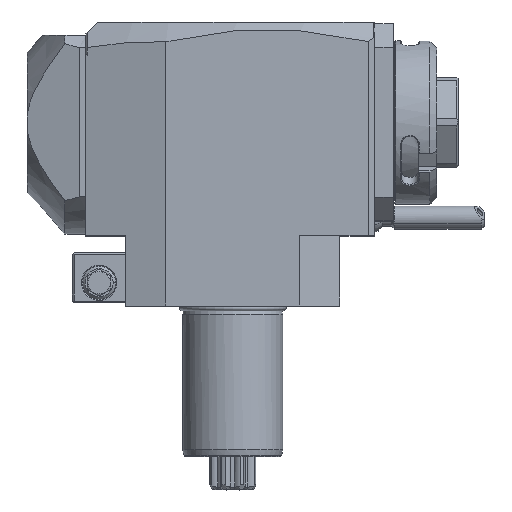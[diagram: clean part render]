
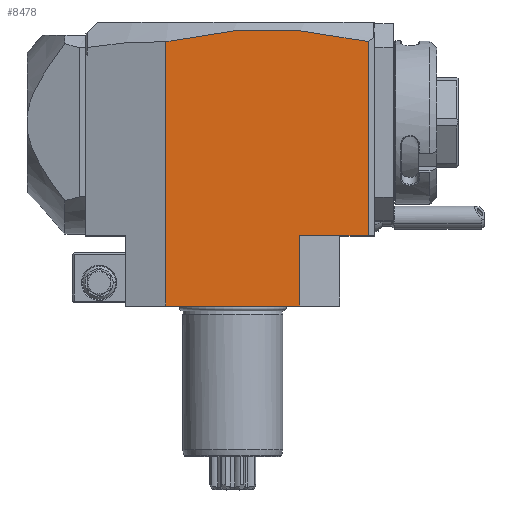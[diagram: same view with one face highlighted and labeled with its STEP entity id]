
A CAD part, top view. The second image highlights one B-rep face of the part: STEP entity #8478.
In plain terms, the highlighted planar face has unit normal (0, 0, 1).
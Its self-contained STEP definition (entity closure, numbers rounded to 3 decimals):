
#17=DIRECTION('',(-1.,0.,0.));
#18=VECTOR('',#17,40.);
#19=CARTESIAN_POINT('',(20.,0.,32.));
#20=LINE('',#19,#18);
#181=DIRECTION('',(-1.,0.,0.));
#182=VECTOR('',#181,20.5);
#183=CARTESIAN_POINT('',(40.5,21.,32.));
#184=LINE('',#183,#182);
#185=CARTESIAN_POINT('',(40.5,79.133,32.));
#186=CARTESIAN_POINT('',(35.458,80.345,32.));
#187=CARTESIAN_POINT('',(25.373,82.145,32.));
#188=CARTESIAN_POINT('',(10.247,83.032,32.));
#189=CARTESIAN_POINT('',(-4.877,82.124,32.));
#190=CARTESIAN_POINT('',(-14.959,80.311,32.));
#191=CARTESIAN_POINT('',(-20.,79.092,32.));
#197=DIRECTION('',(0.,1.,0.));
#198=VECTOR('',#197,58.133);
#199=CARTESIAN_POINT('',(40.5,21.,32.));
#200=LINE('',#199,#198);
#424=DIRECTION('',(0.,-1.,0.));
#425=VECTOR('',#424,79.092);
#426=CARTESIAN_POINT('',(-20.,79.092,32.));
#427=LINE('',#426,#425);
#4991=DIRECTION('',(0.,1.,0.));
#4992=VECTOR('',#4991,21.);
#4993=CARTESIAN_POINT('',(20.,0.,32.));
#4994=LINE('',#4993,#4992);
#7771=VERTEX_POINT('',#185);
#7772=VERTEX_POINT('',#191);
#8143=CARTESIAN_POINT('',(40.5,21.,32.));
#8144=VERTEX_POINT('',#8143);
#8157=CARTESIAN_POINT('',(20.,0.,32.));
#8158=VERTEX_POINT('',#8157);
#8159=CARTESIAN_POINT('',(-20.,0.,32.));
#8160=VERTEX_POINT('',#8159);
#8379=CARTESIAN_POINT('',(20.,21.,32.));
#8380=VERTEX_POINT('',#8379);
#8461=CARTESIAN_POINT('',(-35.103,21.,32.));
#8462=DIRECTION('',(0.,0.,1.));
#8463=DIRECTION('',(1.,0.,0.));
#8464=AXIS2_PLACEMENT_3D('',#8461,#8462,#8463);
#8465=PLANE('',#8464);
#8467=ORIENTED_EDGE('',*,*,#8466,.F.);
#8468=ORIENTED_EDGE('',*,*,#8443,.T.);
#8470=ORIENTED_EDGE('',*,*,#8469,.F.);
#8471=ORIENTED_EDGE('',*,*,#8396,.T.);
#8473=ORIENTED_EDGE('',*,*,#8472,.F.);
#8475=ORIENTED_EDGE('',*,*,#8474,.F.);
#8476=EDGE_LOOP('',(#8467,#8468,#8470,#8471,#8473,#8475));
#8477=FACE_OUTER_BOUND('',#8476,.F.);
#192=B_SPLINE_CURVE_WITH_KNOTS('',3,(#185,#186,#187,#188,#189,#190,#191),
.UNSPECIFIED.,.F.,.F.,(4,1,1,1,4),(0.,0.25,0.5,0.75,1.),
.UNSPECIFIED.);
#8396=EDGE_CURVE('',#8158,#8160,#20,.T.);
#8443=EDGE_CURVE('',#8144,#8380,#184,.T.);
#8466=EDGE_CURVE('',#8144,#7771,#200,.T.);
#8469=EDGE_CURVE('',#8158,#8380,#4994,.T.);
#8472=EDGE_CURVE('',#7772,#8160,#427,.T.);
#8474=EDGE_CURVE('',#7771,#7772,#192,.T.);
#8478=ADVANCED_FACE('',(#8477),#8465,.T.);
